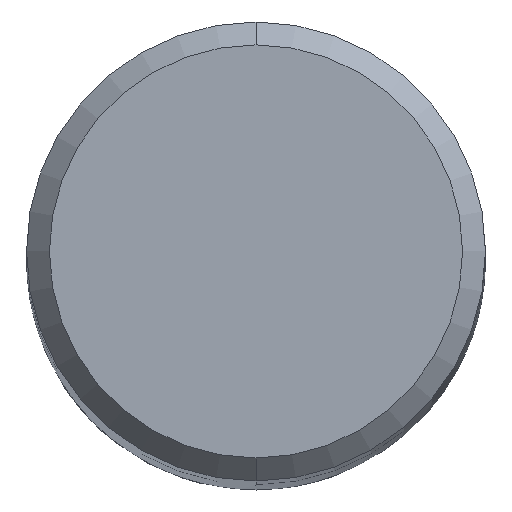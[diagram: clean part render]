
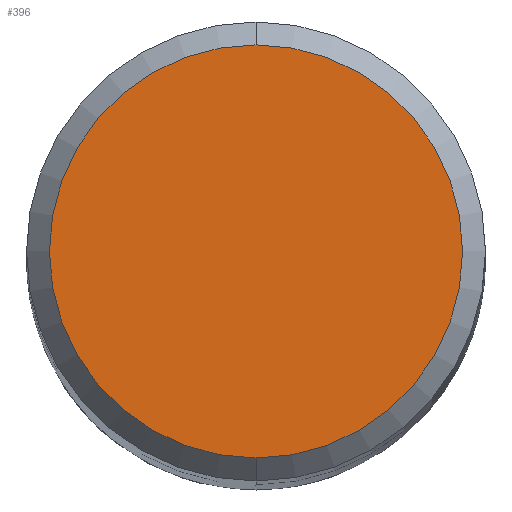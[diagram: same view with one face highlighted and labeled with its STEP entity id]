
A CAD part, top view. The second image highlights one B-rep face of the part: STEP entity #396.
In plain terms, the highlighted planar face has unit normal (0, 0, 1).
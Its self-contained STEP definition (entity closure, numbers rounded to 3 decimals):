
#396=ADVANCED_FACE('',(#900),#901,.T.);
#424=VERTEX_POINT('',#932);
#442=EDGE_CURVE('',#522,#424,#954,.T.);
#522=VERTEX_POINT('',#1039);
#614=EDGE_CURVE('',#424,#522,#1143,.T.);
#900=FACE_OUTER_BOUND('',#1882,.T.);
#901=PLANE('',#1883);
#932=CARTESIAN_POINT('',(0.,-3.6,0.0));
#954=CIRCLE('',#2151,3.6);
#1039=CARTESIAN_POINT('',(0.0,3.6,0.0));
#1143=CIRCLE('',#3355,3.6);
#1882=EDGE_LOOP('',(#4147,#4148));
#1883=AXIS2_PLACEMENT_3D('',#4149,#4150,#4151);
#2151=AXIS2_PLACEMENT_3D('',#4252,#4253,#4254);
#3355=AXIS2_PLACEMENT_3D('',#4483,#4484,#4485);
#4147=ORIENTED_EDGE('',*,*,#442,.F.);
#4148=ORIENTED_EDGE('',*,*,#614,.F.);
#4149=CARTESIAN_POINT('',(0.0,1.8,0.0));
#4150=DIRECTION('',(-0.0,0.0,1.0));
#4151=DIRECTION('',(0.0,-1.0,0.0));
#4252=CARTESIAN_POINT('',(0.0,0.0,0.0));
#4253=DIRECTION('',(0.0,0.0,-1.0));
#4254=DIRECTION('',(0.0,1.0,0.0));
#4483=CARTESIAN_POINT('',(0.0,0.0,0.0));
#4484=DIRECTION('',(0.0,0.0,-1.0));
#4485=DIRECTION('',(0.0,1.0,0.0));
